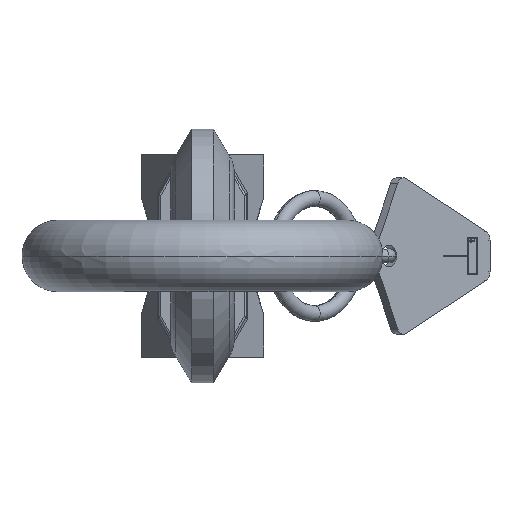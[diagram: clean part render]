
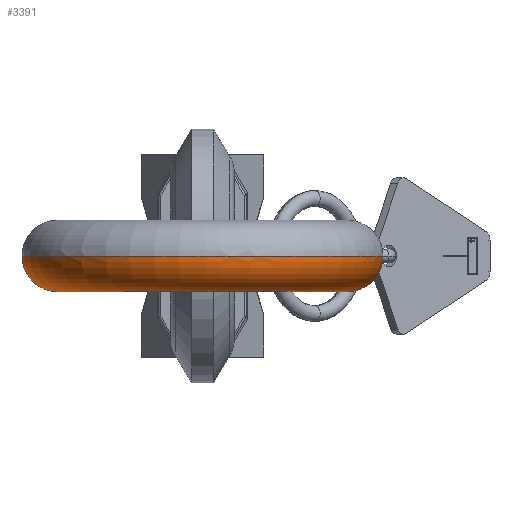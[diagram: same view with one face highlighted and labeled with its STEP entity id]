
A CAD part, left-side view. The second image highlights one B-rep face of the part: STEP entity #3391.
In plain terms, the highlighted toroidal (fillet/blend) face has major radius 73 mm and minor radius 18 mm.
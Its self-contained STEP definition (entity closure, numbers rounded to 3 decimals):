
#874=CARTESIAN_POINT('',(55.,55.,0.));
#875=CARTESIAN_POINT('',(52.496,55.,0.));
#876=CARTESIAN_POINT('',(47.488,54.657,0.));
#877=CARTESIAN_POINT('',(40.115,53.125,0.));
#878=CARTESIAN_POINT('',(33.02,50.604,0.));
#879=CARTESIAN_POINT('',(26.334,47.139,0.));
#880=CARTESIAN_POINT('',(20.182,42.797,0.));
#881=CARTESIAN_POINT('',(14.679,37.657,0.));
#882=CARTESIAN_POINT('',(9.927,31.816,0.));
#883=CARTESIAN_POINT('',(6.014,25.382,0.));
#884=CARTESIAN_POINT('',(3.014,18.476,0.));
#885=CARTESIAN_POINT('',(0.983,11.225,0.));
#886=CARTESIAN_POINT('',(-0.043,3.765,0.));
#887=CARTESIAN_POINT('',(-0.043,-3.765,0.));
#888=CARTESIAN_POINT('',(0.983,-11.225,0.));
#889=CARTESIAN_POINT('',(3.014,-18.476,0.));
#890=CARTESIAN_POINT('',(6.014,-25.382,0.));
#891=CARTESIAN_POINT('',(9.927,-31.816,0.));
#892=CARTESIAN_POINT('',(14.679,-37.657,0.));
#893=CARTESIAN_POINT('',(20.182,-42.797,0.));
#894=CARTESIAN_POINT('',(26.334,-47.139,0.));
#895=CARTESIAN_POINT('',(33.02,-50.604,0.));
#896=CARTESIAN_POINT('',(40.115,-53.125,0.));
#897=CARTESIAN_POINT('',(47.488,-54.657,0.));
#898=CARTESIAN_POINT('',(52.496,-55.,0.));
#899=CARTESIAN_POINT('',(55.,-55.,0.));
#962=CARTESIAN_POINT('',(55.,73.,0.));
#963=DIRECTION('',(-1.,0.,0.));
#964=DIRECTION('',(0.,1.,0.));
#965=AXIS2_PLACEMENT_3D('',#962,#963,#964);
#967=CARTESIAN_POINT('',(55.,91.,0.));
#968=CARTESIAN_POINT('',(51.335,91.,0.));
#969=CARTESIAN_POINT('',(44.004,90.557,0.));
#970=CARTESIAN_POINT('',(33.169,88.571,0.));
#971=CARTESIAN_POINT('',(22.652,85.294,0.));
#972=CARTESIAN_POINT('',(12.607,80.773,0.));
#973=CARTESIAN_POINT('',(3.18,75.074,0.));
#974=CARTESIAN_POINT('',(-5.491,68.28,0.));
#975=CARTESIAN_POINT('',(-13.28,60.491,0.));
#976=CARTESIAN_POINT('',(-20.074,51.82,0.));
#977=CARTESIAN_POINT('',(-25.773,42.393,0.));
#978=CARTESIAN_POINT('',(-30.294,32.348,0.));
#979=CARTESIAN_POINT('',(-33.571,21.831,0.));
#980=CARTESIAN_POINT('',(-35.557,10.996,0.));
#981=CARTESIAN_POINT('',(-36.222,0.,0.));
#982=CARTESIAN_POINT('',(-35.557,-10.996,0.));
#983=CARTESIAN_POINT('',(-33.571,-21.831,0.));
#984=CARTESIAN_POINT('',(-30.294,-32.348,0.));
#985=CARTESIAN_POINT('',(-25.773,-42.393,0.));
#986=CARTESIAN_POINT('',(-20.074,-51.82,0.));
#987=CARTESIAN_POINT('',(-13.28,-60.491,0.));
#988=CARTESIAN_POINT('',(-5.491,-68.28,0.));
#989=CARTESIAN_POINT('',(3.18,-75.074,0.));
#990=CARTESIAN_POINT('',(12.607,-80.773,0.));
#991=CARTESIAN_POINT('',(22.652,-85.294,0.));
#992=CARTESIAN_POINT('',(33.169,-88.571,0.));
#993=CARTESIAN_POINT('',(44.004,-90.557,0.));
#994=CARTESIAN_POINT('',(51.335,-91.,0.));
#995=CARTESIAN_POINT('',(55.,-91.,0.));
#1156=CARTESIAN_POINT('',(55.,-73.,0.));
#1157=DIRECTION('',(1.,0.,0.));
#1158=DIRECTION('',(0.,-1.,0.));
#1159=AXIS2_PLACEMENT_3D('',#1156,#1157,#1158);
#1844=CARTESIAN_POINT('',(55.,91.,0.));
#1845=CARTESIAN_POINT('',(55.,55.,0.));
#1846=VERTEX_POINT('',#1844);
#1847=VERTEX_POINT('',#1845);
#1848=CARTESIAN_POINT('',(55.,-55.,0.));
#1849=CARTESIAN_POINT('',(55.,-91.,0.));
#1850=VERTEX_POINT('',#1848);
#1851=VERTEX_POINT('',#1849);
#3379=CARTESIAN_POINT('',(55.,0.,0.));
#3380=DIRECTION('',(0.,0.,1.));
#3381=DIRECTION('',(0.,-1.,0.));
#3382=AXIS2_PLACEMENT_3D('',#3379,#3380,#3381);
#3383=TOROIDAL_SURFACE('',#3382,73.,18.);
#3384=ORIENTED_EDGE('',*,*,#3258,.F.);
#3385=ORIENTED_EDGE('',*,*,#3312,.T.);
#3387=ORIENTED_EDGE('',*,*,#3386,.T.);
#3388=ORIENTED_EDGE('',*,*,#3308,.F.);
#3389=EDGE_LOOP('',(#3384,#3385,#3387,#3388));
#3390=FACE_OUTER_BOUND('',#3389,.F.);
#3391=ADVANCED_FACE('',(#3390),#3383,.T.);
#900=B_SPLINE_CURVE_WITH_KNOTS('',3,(#874,#875,#876,#877,#878,#879,#880,#881,
#882,#883,#884,#885,#886,#887,#888,#889,#890,#891,#892,#893,#894,#895,#896,#897,
#898,#899),.UNSPECIFIED.,.F.,.F.,(4,1,1,1,1,1,1,1,1,1,1,1,1,1,1,1,1,1,1,1,1,1,1,
4),(0.,0.043,0.087,0.13,
0.174,0.217,0.261,0.304,
0.348,0.391,0.435,0.478,
0.522,0.565,0.609,0.652,
0.696,0.739,0.783,0.826,
0.87,0.913,0.957,1.),.UNSPECIFIED.);
#966=CIRCLE('',#965,18.);
#996=B_SPLINE_CURVE_WITH_KNOTS('',3,(#967,#968,#969,#970,#971,#972,#973,#974,
#975,#976,#977,#978,#979,#980,#981,#982,#983,#984,#985,#986,#987,#988,#989,#990,
#991,#992,#993,#994,#995),.UNSPECIFIED.,.F.,.F.,(4,1,1,1,1,1,1,1,1,1,1,1,1,1,1,
1,1,1,1,1,1,1,1,1,1,1,4),(0.,0.038,0.077,
0.115,0.154,0.192,0.231,
0.269,0.308,0.346,0.385,
0.423,0.462,0.5,0.538,0.577,
0.615,0.654,0.692,0.731,
0.769,0.808,0.846,0.885,
0.923,0.962,1.),.UNSPECIFIED.);
#1160=CIRCLE('',#1159,18.);
#3258=EDGE_CURVE('',#1846,#1847,#966,.T.);
#3308=EDGE_CURVE('',#1847,#1850,#900,.T.);
#3312=EDGE_CURVE('',#1846,#1851,#996,.T.);
#3386=EDGE_CURVE('',#1851,#1850,#1160,.T.);
